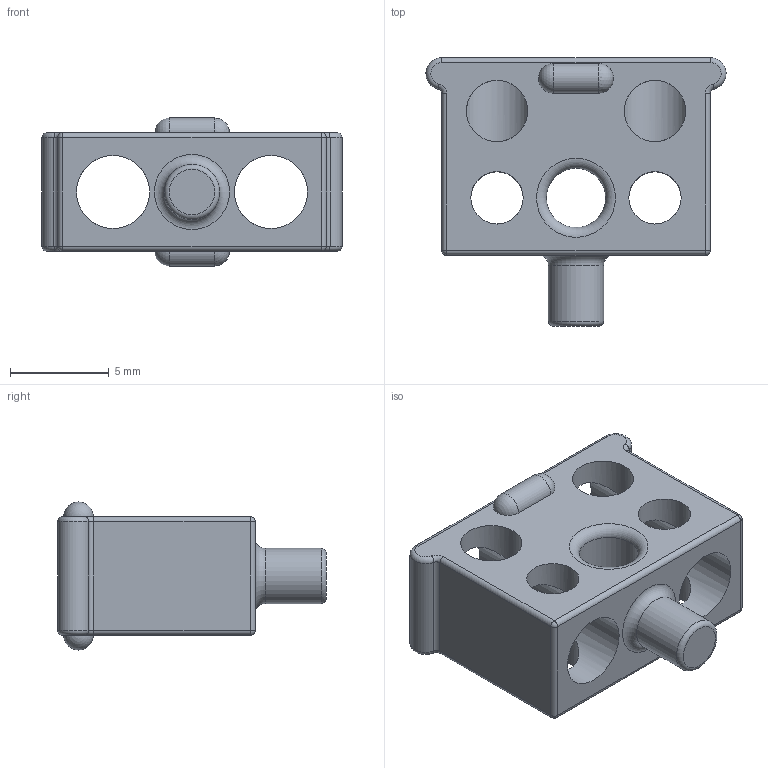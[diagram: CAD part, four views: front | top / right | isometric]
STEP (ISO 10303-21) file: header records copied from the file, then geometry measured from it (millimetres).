
FILE_DESCRIPTION(/* description */ ('STEP AP242','CAx-IF Rec.Pracs.---Representation and Presentation of Product Manufacturing Information (PMI)---4.0---2014-10-13','CAx-IF Rec.Pracs.---3D Tessellated Geometry---0.4---2014-09-14','2;1'),/* implementation_level */ '2;1');
FILE_NAME(/* name */ '68b5485b9fb63f85068382b8',/* time_stamp */ '2025-09-01T07:16:44Z',/* author */ (''),/* organization */ (''),/* preprocessor_version */ 'ST-DEVELOPER v20',/* originating_system */ 'ONSHAPE BY PTC INC, 1.203',/* authorisation */ ' ');
FILE_SCHEMA (('AP242_MANAGED_MODEL_BASED_3D_ENGINEERING_MIM_LF { 1 0 10303 442 1 1 4 }'));
Length unit declared in the file: metre
Products named in the file (1): dual_plug_housing
Bounding box: 15.2 x 13.6 x 7.5 mm (x, y, z)
Volume: 548.3 mm3; surface area: 821 mm2
Topology: 1 solids, 1 shells, 53 faces, 137 edges, 77 vertices
Faces by surface type: cylinder 26, torus 12, sphere 8, plane 7
Full cylindrical faces by diameter (mm): 2.65 x4, 2.8 x1, 3 x1, 3.1 x2, 3.7 x2
Entity records: 1536 total; most frequent: CARTESIAN_POINT 332, DIRECTION 270, ORIENTED_EDGE 204, AXIS2_PLACEMENT_3D 120, EDGE_CURVE 102, EDGE_LOOP 88, FACE_BOUND 88, VERTEX_POINT 68
